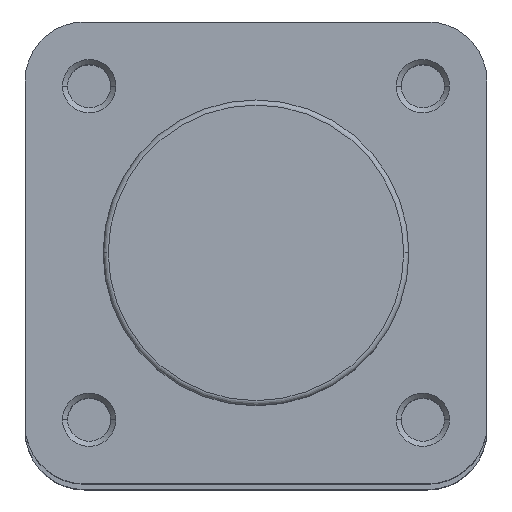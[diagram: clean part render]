
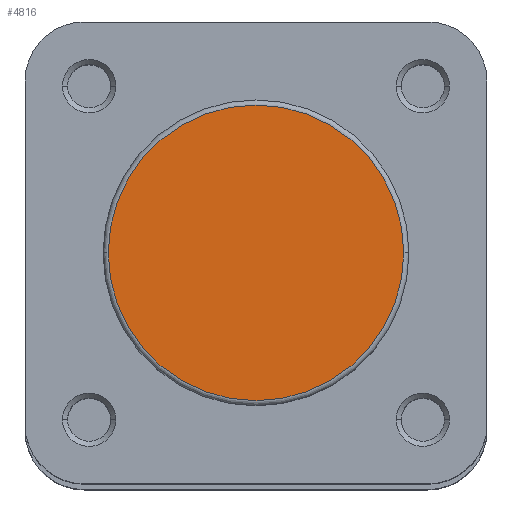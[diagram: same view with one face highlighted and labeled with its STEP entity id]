
A CAD part, top view. The second image highlights one B-rep face of the part: STEP entity #4816.
In plain terms, the highlighted planar face has unit normal (0, 0, 1).
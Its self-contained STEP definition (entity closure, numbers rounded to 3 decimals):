
#93 = CARTESIAN_POINT ( 'NONE',  ( 14.4, 0., 0. ) ) ;
#97 = CARTESIAN_POINT ( 'NONE',  ( -14.4, 0., 0. ) ) ;
#162 = VERTEX_POINT ( 'NONE', #97 ) ;
#166 = VERTEX_POINT ( 'NONE', #93 ) ;
#856 = ORIENTED_EDGE ( 'NONE', *, *, #1828, .T. ) ;
#857 = ORIENTED_EDGE ( 'NONE', *, *, #1949, .T. ) ;
#1828 = EDGE_CURVE ( 'NONE', #166, #162, #4863, .T. ) ;
#1949 = EDGE_CURVE ( 'NONE', #162, #166, #5013, .T. ) ;
#2106 = AXIS2_PLACEMENT_3D ( 'NONE', #3348, #3349, #3350 ) ;
#2177 = AXIS2_PLACEMENT_3D ( 'NONE', #3658, #3660, #3661 ) ;
#2374 = AXIS2_PLACEMENT_3D ( 'NONE', #4386, #4389, #4390 ) ;
#3348 = CARTESIAN_POINT ( 'NONE',  ( 0., 0., 0. ) ) ;
#3349 = DIRECTION ( 'NONE',  ( 0., 0., 1. ) ) ;
#3350 = DIRECTION ( 'NONE',  ( -1., 0., 0. ) ) ;
#3658 = CARTESIAN_POINT ( 'NONE',  ( 0., 0., 0. ) ) ;
#3660 = DIRECTION ( 'NONE',  ( 0., 0., 1. ) ) ;
#3661 = DIRECTION ( 'NONE',  ( -1., 0., 0. ) ) ;
#4386 = CARTESIAN_POINT ( 'NONE',  ( 0., 14.9, 0. ) ) ;
#4387 = PLANE ( 'NONE',  #2374 ) ;
#4389 = DIRECTION ( 'NONE',  ( 0., 0., -1. ) ) ;
#4390 = DIRECTION ( 'NONE',  ( -1., 0., 0. ) ) ;
#4816 = ADVANCED_FACE ( 'NONE', ( #5382 ), #4387, .F. ) ;
#4863 = CIRCLE ( 'NONE', #2106, 14.4 ) ;
#5013 = CIRCLE ( 'NONE', #2177, 14.4 ) ;
#5382 = FACE_OUTER_BOUND ( 'NONE', #5633, .T. ) ;
#5633 = EDGE_LOOP ( 'NONE', ( #857, #856 ) ) ;
